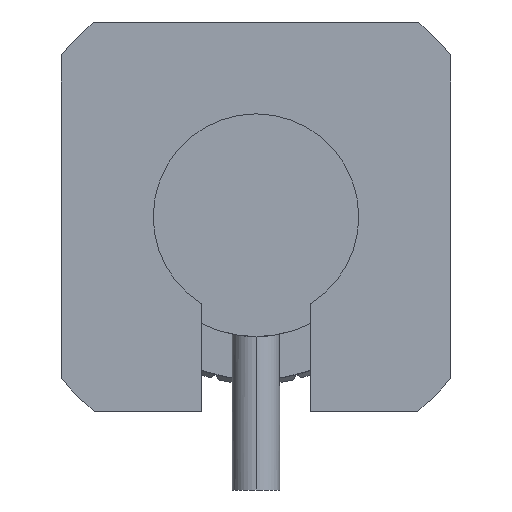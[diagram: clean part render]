
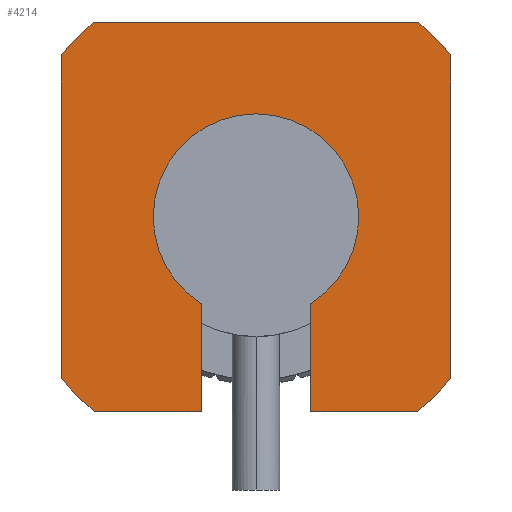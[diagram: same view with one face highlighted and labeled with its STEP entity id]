
A CAD part, front view. The second image highlights one B-rep face of the part: STEP entity #4214.
In plain terms, the highlighted planar face has unit normal (0, -1, 0).
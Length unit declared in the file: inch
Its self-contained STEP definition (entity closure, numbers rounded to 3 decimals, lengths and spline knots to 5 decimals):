
#1=DIRECTION('',(0.,0.,1.));
#2=VECTOR('',#1,0.05437);
#3=CARTESIAN_POINT('',(-0.02756,0.,-0.09843));
#4=LINE('',#3,#2);
#5=DIRECTION('',(-1.,0.,0.));
#6=VECTOR('',#5,0.0542);
#7=CARTESIAN_POINT('',(-0.02756,0.,-0.09843));
#8=LINE('',#7,#6);
#9=DIRECTION('',(0.,0.,1.));
#10=VECTOR('',#9,0.16352);
#11=CARTESIAN_POINT('',(-0.09843,0.,-0.08176));
#12=LINE('',#11,#10);
#13=CARTESIAN_POINT('',(0.,0.,0.));
#14=DIRECTION('',(0.,1.,0.));
#15=DIRECTION('',(-0.769,0.,0.639));
#16=AXIS2_PLACEMENT_3D('',#13,#14,#15);
#18=DIRECTION('',(1.,0.,0.));
#19=VECTOR('',#18,0.16352);
#20=CARTESIAN_POINT('',(-0.08176,0.,0.09843));
#21=LINE('',#20,#19);
#22=DIRECTION('',(0.,0.,-1.));
#23=VECTOR('',#22,0.16352);
#24=CARTESIAN_POINT('',(0.09843,0.,0.08176));
#25=LINE('',#24,#23);
#26=CARTESIAN_POINT('',(0.,0.,0.));
#27=DIRECTION('',(0.,1.,0.));
#28=DIRECTION('',(0.769,0.,-0.639));
#29=AXIS2_PLACEMENT_3D('',#26,#27,#28);
#31=DIRECTION('',(-1.,0.,0.));
#32=VECTOR('',#31,0.0542);
#33=CARTESIAN_POINT('',(0.08176,0.,-0.09843));
#34=LINE('',#33,#32);
#35=DIRECTION('',(0.,0.,1.));
#36=VECTOR('',#35,0.05437);
#37=CARTESIAN_POINT('',(0.02756,0.,-0.09843));
#38=LINE('',#37,#36);
#56=CARTESIAN_POINT('',(0.,0.,0.));
#57=DIRECTION('',(0.,1.,0.));
#58=DIRECTION('',(-0.53,0.,-0.848));
#59=AXIS2_PLACEMENT_3D('',#56,#57,#58);
#102=CARTESIAN_POINT('',(0.,0.,0.));
#103=DIRECTION('',(0.,-1.,0.));
#104=DIRECTION('',(0.769,0.,0.639));
#105=AXIS2_PLACEMENT_3D('',#102,#103,#104);
#141=CARTESIAN_POINT('',(0.,0.,0.));
#142=DIRECTION('',(0.,-1.,0.));
#143=DIRECTION('',(-0.769,0.,-0.639));
#144=AXIS2_PLACEMENT_3D('',#141,#142,#143);
#3471=CARTESIAN_POINT('',(0.09843,0.,-0.08176));
#3472=CARTESIAN_POINT('',(0.08176,0.,-0.09843));
#3473=VERTEX_POINT('',#3471);
#3474=VERTEX_POINT('',#3472);
#3475=CARTESIAN_POINT('',(-0.09843,0.,0.08176));
#3476=CARTESIAN_POINT('',(-0.08176,0.,0.09843));
#3477=VERTEX_POINT('',#3475);
#3478=VERTEX_POINT('',#3476);
#3481=CARTESIAN_POINT('',(0.08176,0.,0.09843));
#3483=VERTEX_POINT('',#3481);
#3485=CARTESIAN_POINT('',(0.09843,0.,0.08176));
#3487=VERTEX_POINT('',#3485);
#3493=CARTESIAN_POINT('',(-0.08176,0.,-0.09843));
#3495=VERTEX_POINT('',#3493);
#3497=CARTESIAN_POINT('',(-0.09843,0.,-0.08176));
#3499=VERTEX_POINT('',#3497);
#4127=CARTESIAN_POINT('',(-0.02756,0.,-0.09843));
#4128=CARTESIAN_POINT('',(-0.02756,0.,-0.04406));
#4129=VERTEX_POINT('',#4127);
#4130=VERTEX_POINT('',#4128);
#4131=CARTESIAN_POINT('',(0.02756,0.,-0.09843));
#4132=CARTESIAN_POINT('',(0.02756,0.,-0.04406));
#4133=VERTEX_POINT('',#4131);
#4134=VERTEX_POINT('',#4132);
#4183=CARTESIAN_POINT('',(0.,0.,0.));
#4184=DIRECTION('',(0.,1.,0.));
#4185=DIRECTION('',(1.,0.,0.));
#4186=AXIS2_PLACEMENT_3D('',#4183,#4184,#4185);
#4187=PLANE('',#4186);
#4189=ORIENTED_EDGE('',*,*,#4188,.F.);
#4191=ORIENTED_EDGE('',*,*,#4190,.T.);
#4193=ORIENTED_EDGE('',*,*,#4192,.F.);
#4195=ORIENTED_EDGE('',*,*,#4194,.T.);
#4197=ORIENTED_EDGE('',*,*,#4196,.T.);
#4199=ORIENTED_EDGE('',*,*,#4198,.T.);
#4201=ORIENTED_EDGE('',*,*,#4200,.F.);
#4203=ORIENTED_EDGE('',*,*,#4202,.T.);
#4205=ORIENTED_EDGE('',*,*,#4204,.T.);
#4207=ORIENTED_EDGE('',*,*,#4206,.T.);
#4209=ORIENTED_EDGE('',*,*,#4208,.T.);
#4211=ORIENTED_EDGE('',*,*,#4210,.F.);
#4212=EDGE_LOOP('',(#4189,#4191,#4193,#4195,#4197,#4199,#4201,#4203,#4205,#4207,
#4209,#4211));
#4213=FACE_OUTER_BOUND('',#4212,.F.);
#4214=ADVANCED_FACE('',(#4213),#4187,.F.);
#17=CIRCLE('',#16,0.12795);
#30=CIRCLE('',#29,0.12795);
#60=CIRCLE('',#59,0.05197);
#106=CIRCLE('',#105,0.12795);
#145=CIRCLE('',#144,0.12795);
#4188=EDGE_CURVE('',#4129,#4130,#4,.T.);
#4190=EDGE_CURVE('',#4129,#3495,#8,.T.);
#4192=EDGE_CURVE('',#3499,#3495,#145,.T.);
#4194=EDGE_CURVE('',#3499,#3477,#12,.T.);
#4196=EDGE_CURVE('',#3477,#3478,#17,.T.);
#4198=EDGE_CURVE('',#3478,#3483,#21,.T.);
#4200=EDGE_CURVE('',#3487,#3483,#106,.T.);
#4202=EDGE_CURVE('',#3487,#3473,#25,.T.);
#4204=EDGE_CURVE('',#3473,#3474,#30,.T.);
#4206=EDGE_CURVE('',#3474,#4133,#34,.T.);
#4208=EDGE_CURVE('',#4133,#4134,#38,.T.);
#4210=EDGE_CURVE('',#4130,#4134,#60,.T.);
